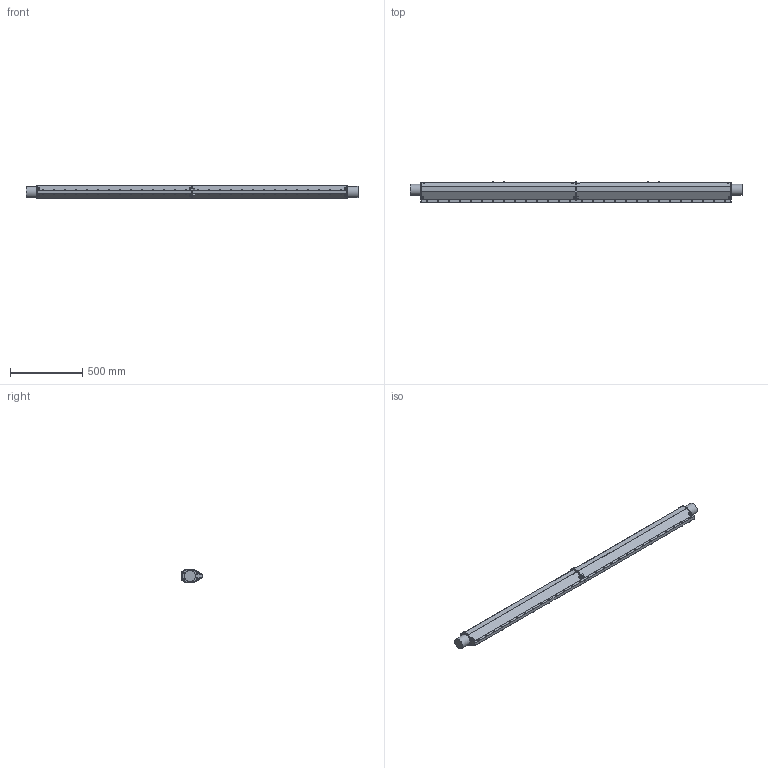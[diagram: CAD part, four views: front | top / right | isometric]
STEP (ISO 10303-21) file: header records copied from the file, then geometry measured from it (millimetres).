
FILE_DESCRIPTION(/* description */ (''),/* implementation_level */ '2;1');
FILE_NAME(/* name */ 'MAP2xxxxxx084 DUMMY.stp',/* time_stamp */ '2018-01-23T09:36:11-05:00',/* author */ ('James'),/* organization */ (''),/* preprocessor_version */ 'ST-DEVELOPER v16.5',/* originating_system */ 'Autodesk Inventor 2017',/* authorisation */ '');
FILE_SCHEMA (('AUTOMOTIVE_DESIGN { 1 0 10303 214 3 1 1 }'));
Products named in the file (1): MAP2xxxxxx084 DUMMY
Bounding box: 2298.09 x 139.62 x 96.52 mm (x, y, z)
Volume: 18630244.9 mm3; surface area: 877476.2 mm2
Topology: 1 solids, 1 shells, 1762 faces, 3922 edges, 2475 vertices
Faces by surface type: plane 749, cone 542, cylinder 301, bspline 88, sphere 54, torus 28
Full cylindrical faces by diameter (mm): 8.5 x4, 9 x56, 9.5 x26, 10.5 x28, 11 x54, 76.2 x2
Entity records: 136759 total; most frequent: CARTESIAN_POINT 101530, ORIENTED_EDGE 7146, DIRECTION 6794, EDGE_CURVE 3573, AXIS2_PLACEMENT_3D 2902, VERTEX_POINT 2358, EDGE_LOOP 2317, FACE_OUTER_BOUND 1762
